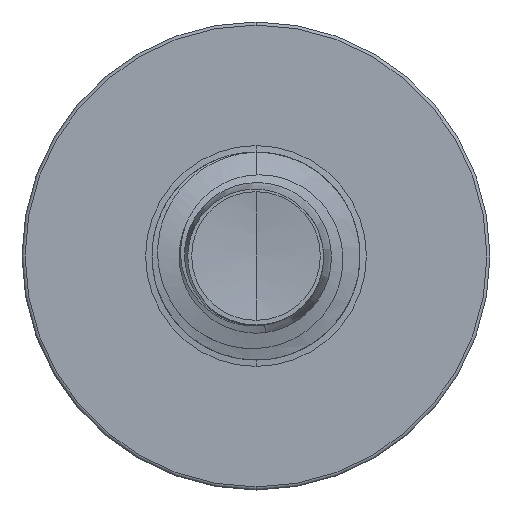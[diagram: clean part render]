
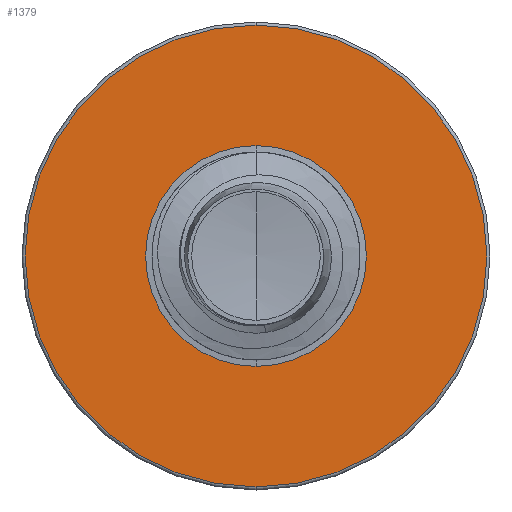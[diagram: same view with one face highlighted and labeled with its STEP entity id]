
A CAD part, front view. The second image highlights one B-rep face of the part: STEP entity #1379.
In plain terms, the highlighted planar face has unit normal (0, -1, 0).
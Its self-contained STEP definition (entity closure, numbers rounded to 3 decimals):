
#46 = ORIENTED_EDGE ( 'NONE', *, *, #12651, .F. ) ;
#1301 = AXIS2_PLACEMENT_3D ( 'NONE', #3044, #14081, #4769 ) ;
#1379 = ADVANCED_FACE ( 'NONE', ( #11133, #2467 ), #5069, .F. ) ;
#2206 = EDGE_LOOP ( 'NONE', ( #13751, #7858 ) ) ;
#2349 = CARTESIAN_POINT ( 'NONE',  ( 0., 4.5, 1.776 ) ) ;
#2448 = CARTESIAN_POINT ( 'NONE',  ( 0., 4.5, -1.776 ) ) ;
#2467 = FACE_BOUND ( 'NONE', #2206, .T. ) ;
#3044 = CARTESIAN_POINT ( 'NONE',  ( 0., 4.5, 0. ) ) ;
#3610 = VERTEX_POINT ( 'NONE', #2448 ) ;
#4319 = CIRCLE ( 'NONE', #18946, 1.776 ) ;
#4769 = DIRECTION ( 'NONE',  ( 0., 0., 1. ) ) ;
#5069 = PLANE ( 'NONE',  #9796 ) ;
#5877 = AXIS2_PLACEMENT_3D ( 'NONE', #19407, #19388, #19355 ) ;
#5968 = DIRECTION ( 'NONE',  ( 0., 1., 0. ) ) ;
#6978 = CIRCLE ( 'NONE', #5877, 0.849 ) ;
#7573 = DIRECTION ( 'NONE',  ( 0., 0., 1. ) ) ;
#7730 = AXIS2_PLACEMENT_3D ( 'NONE', #8130, #8104, #8100 ) ;
#7772 = CARTESIAN_POINT ( 'NONE',  ( 0., 4.5, -0.849 ) ) ;
#7858 = ORIENTED_EDGE ( 'NONE', *, *, #11432, .T. ) ;
#8100 = DIRECTION ( 'NONE',  ( 0., 0., 1. ) ) ;
#8104 = DIRECTION ( 'NONE',  ( 0., 1., 0. ) ) ;
#8130 = CARTESIAN_POINT ( 'NONE',  ( 0., 4.5, 0. ) ) ;
#8279 = CARTESIAN_POINT ( 'NONE',  ( 0., 4.5, 0.849 ) ) ;
#8886 = CARTESIAN_POINT ( 'NONE',  ( 0., 4.5, -0.849 ) ) ;
#9329 = EDGE_CURVE ( 'NONE', #13225, #10532, #17259, .T. ) ;
#9675 = DIRECTION ( 'NONE',  ( 0., 0., 1. ) ) ;
#9692 = DIRECTION ( 'NONE',  ( 0., 1., 0. ) ) ;
#9710 = CARTESIAN_POINT ( 'NONE',  ( 0., 4.5, 0. ) ) ;
#9796 = AXIS2_PLACEMENT_3D ( 'NONE', #7772, #5968, #7573 ) ;
#10153 = CIRCLE ( 'NONE', #1301, 1.776 ) ;
#10532 = VERTEX_POINT ( 'NONE', #8886 ) ;
#11133 = FACE_OUTER_BOUND ( 'NONE', #17920, .T. ) ;
#11432 = EDGE_CURVE ( 'NONE', #10532, #13225, #6978, .T. ) ;
#11747 = ORIENTED_EDGE ( 'NONE', *, *, #16767, .F. ) ;
#12651 = EDGE_CURVE ( 'NONE', #14689, #3610, #4319, .T. ) ;
#13225 = VERTEX_POINT ( 'NONE', #8279 ) ;
#13751 = ORIENTED_EDGE ( 'NONE', *, *, #9329, .T. ) ;
#14081 = DIRECTION ( 'NONE',  ( 0., 1., 0. ) ) ;
#14689 = VERTEX_POINT ( 'NONE', #2349 ) ;
#16767 = EDGE_CURVE ( 'NONE', #3610, #14689, #10153, .T. ) ;
#17259 = CIRCLE ( 'NONE', #7730, 0.849 ) ;
#17920 = EDGE_LOOP ( 'NONE', ( #46, #11747 ) ) ;
#18946 = AXIS2_PLACEMENT_3D ( 'NONE', #9710, #9692, #9675 ) ;
#19355 = DIRECTION ( 'NONE',  ( 0., 0., 1. ) ) ;
#19388 = DIRECTION ( 'NONE',  ( 0., 1., 0. ) ) ;
#19407 = CARTESIAN_POINT ( 'NONE',  ( 0., 4.5, 0. ) ) ;
